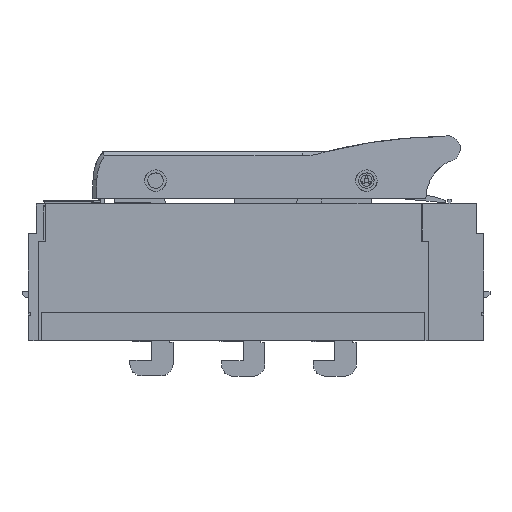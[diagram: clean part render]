
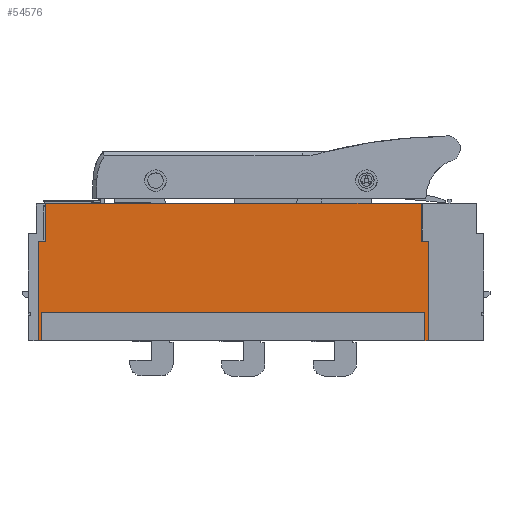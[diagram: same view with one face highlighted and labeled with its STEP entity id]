
A CAD part, front view. The second image highlights one B-rep face of the part: STEP entity #54576.
In plain terms, the highlighted planar face has unit normal (0, -1, 0).
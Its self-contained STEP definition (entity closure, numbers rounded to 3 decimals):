
#54513=AXIS2_PLACEMENT_3D('Plane Axis2P3D',#54510,#54511,#54512) ;
#50981=CARTESIAN_POINT('Vertex',(125.5,-104.75,18.5)) ;
#50984=CARTESIAN_POINT('Line Origine',(0.,-104.75,18.5)) ;
#50988=CARTESIAN_POINT('Vertex',(-125.5,-104.75,18.5)) ;
#51255=CARTESIAN_POINT('Vertex',(125.5,-104.75,0.)) ;
#51258=CARTESIAN_POINT('Line Origine',(125.5,-104.75,9.25)) ;
#51275=CARTESIAN_POINT('Line Origine',(-125.5,-104.75,9.25)) ;
#51279=CARTESIAN_POINT('Vertex',(-125.5,-104.75,0.)) ;
#53952=CARTESIAN_POINT('Vertex',(127.5,-104.75,0.)) ;
#53955=CARTESIAN_POINT('Line Origine',(126.5,-104.75,0.)) ;
#53960=CARTESIAN_POINT('Line Origine',(-126.5,-104.75,0.)) ;
#53964=CARTESIAN_POINT('Vertex',(-127.5,-104.75,0.)) ;
#54510=CARTESIAN_POINT('Axis2P3D Location',(0.,-104.75,0.)) ;
#54515=CARTESIAN_POINT('Line Origine',(0.,-104.75,90.)) ;
#54519=CARTESIAN_POINT('Vertex',(123.,-104.75,90.)) ;
#54521=CARTESIAN_POINT('Vertex',(-123.,-104.75,90.)) ;
#54524=CARTESIAN_POINT('Line Origine',(-123.,-104.75,77.5)) ;
#54528=CARTESIAN_POINT('Vertex',(-123.,-104.75,65.)) ;
#54531=CARTESIAN_POINT('Line Origine',(-125.25,-104.75,65.)) ;
#54535=CARTESIAN_POINT('Vertex',(-127.5,-104.75,65.)) ;
#54538=CARTESIAN_POINT('Line Origine',(-127.5,-104.75,32.5)) ;
#54543=CARTESIAN_POINT('Line Origine',(127.5,-104.75,32.5)) ;
#54547=CARTESIAN_POINT('Vertex',(127.5,-104.75,65.)) ;
#54550=CARTESIAN_POINT('Line Origine',(125.25,-104.75,65.)) ;
#54554=CARTESIAN_POINT('Vertex',(123.,-104.75,65.)) ;
#54557=CARTESIAN_POINT('Line Origine',(123.,-104.75,77.5)) ;
#50985=DIRECTION('Vector Direction',(1.,0.,0.)) ;
#51259=DIRECTION('Vector Direction',(0.,0.,1.)) ;
#51276=DIRECTION('Vector Direction',(0.,0.,1.)) ;
#53956=DIRECTION('Vector Direction',(1.,0.,0.)) ;
#53961=DIRECTION('Vector Direction',(1.,0.,0.)) ;
#54511=DIRECTION('Axis2P3D Direction',(0.,1.,0.)) ;
#54512=DIRECTION('Axis2P3D XDirection',(0.,0.,1.)) ;
#54516=DIRECTION('Vector Direction',(-1.,0.,0.)) ;
#54525=DIRECTION('Vector Direction',(0.,0.,1.)) ;
#54532=DIRECTION('Vector Direction',(-1.,0.,0.)) ;
#54539=DIRECTION('Vector Direction',(0.,0.,-1.)) ;
#54544=DIRECTION('Vector Direction',(0.,0.,-1.)) ;
#54551=DIRECTION('Vector Direction',(1.,0.,0.)) ;
#54558=DIRECTION('Vector Direction',(0.,0.,1.)) ;
#50986=VECTOR('Line Direction',#50985,1.) ;
#51260=VECTOR('Line Direction',#51259,1.) ;
#51277=VECTOR('Line Direction',#51276,1.) ;
#53957=VECTOR('Line Direction',#53956,1.) ;
#53962=VECTOR('Line Direction',#53961,1.) ;
#54517=VECTOR('Line Direction',#54516,1.) ;
#54526=VECTOR('Line Direction',#54525,1.) ;
#54533=VECTOR('Line Direction',#54532,1.) ;
#54540=VECTOR('Line Direction',#54539,1.) ;
#54545=VECTOR('Line Direction',#54544,1.) ;
#54552=VECTOR('Line Direction',#54551,1.) ;
#54559=VECTOR('Line Direction',#54558,1.) ;
#54563=ORIENTED_EDGE('',*,*,#54523,.T.) ;
#54564=ORIENTED_EDGE('',*,*,#54530,.F.) ;
#54565=ORIENTED_EDGE('',*,*,#54537,.T.) ;
#54566=ORIENTED_EDGE('',*,*,#54542,.T.) ;
#54567=ORIENTED_EDGE('',*,*,#53966,.T.) ;
#54568=ORIENTED_EDGE('',*,*,#51281,.T.) ;
#54569=ORIENTED_EDGE('',*,*,#50990,.T.) ;
#54570=ORIENTED_EDGE('',*,*,#51262,.F.) ;
#54571=ORIENTED_EDGE('',*,*,#53959,.F.) ;
#54572=ORIENTED_EDGE('',*,*,#54549,.F.) ;
#54573=ORIENTED_EDGE('',*,*,#54556,.F.) ;
#54574=ORIENTED_EDGE('',*,*,#54561,.T.) ;
#54576=ADVANCED_FACE('Hauptkoerper nicht benutzen',(#54575),#54514,.F.) ;
#50990=EDGE_CURVE('',#50989,#50982,#50987,.T.) ;
#51262=EDGE_CURVE('',#51256,#50982,#51261,.T.) ;
#51281=EDGE_CURVE('',#51280,#50989,#51278,.T.) ;
#53959=EDGE_CURVE('',#53953,#51256,#53958,.F.) ;
#53966=EDGE_CURVE('',#53965,#51280,#53963,.T.) ;
#54523=EDGE_CURVE('',#54520,#54522,#54518,.T.) ;
#54530=EDGE_CURVE('',#54529,#54522,#54527,.T.) ;
#54537=EDGE_CURVE('',#54529,#54536,#54534,.T.) ;
#54542=EDGE_CURVE('',#54536,#53965,#54541,.T.) ;
#54549=EDGE_CURVE('',#54548,#53953,#54546,.T.) ;
#54556=EDGE_CURVE('',#54555,#54548,#54553,.T.) ;
#54561=EDGE_CURVE('',#54555,#54520,#54560,.T.) ;
#54562=EDGE_LOOP('',(#54563,#54564,#54565,#54566,#54567,#54568,#54569,#54570,#54571,#54572,#54573,#54574)) ;
#54575=FACE_OUTER_BOUND('',#54562,.T.) ;
#50987=LINE('Line',#50984,#50986) ;
#51261=LINE('Line',#51258,#51260) ;
#51278=LINE('Line',#51275,#51277) ;
#53958=LINE('Line',#53955,#53957) ;
#53963=LINE('Line',#53960,#53962) ;
#54518=LINE('Line',#54515,#54517) ;
#54527=LINE('Line',#54524,#54526) ;
#54534=LINE('Line',#54531,#54533) ;
#54541=LINE('Line',#54538,#54540) ;
#54546=LINE('Line',#54543,#54545) ;
#54553=LINE('Line',#54550,#54552) ;
#54560=LINE('Line',#54557,#54559) ;
#54514=PLANE('Plane',#54513) ;
#50982=VERTEX_POINT('',#50981) ;
#50989=VERTEX_POINT('',#50988) ;
#51256=VERTEX_POINT('',#51255) ;
#51280=VERTEX_POINT('',#51279) ;
#53953=VERTEX_POINT('',#53952) ;
#53965=VERTEX_POINT('',#53964) ;
#54520=VERTEX_POINT('',#54519) ;
#54522=VERTEX_POINT('',#54521) ;
#54529=VERTEX_POINT('',#54528) ;
#54536=VERTEX_POINT('',#54535) ;
#54548=VERTEX_POINT('',#54547) ;
#54555=VERTEX_POINT('',#54554) ;
